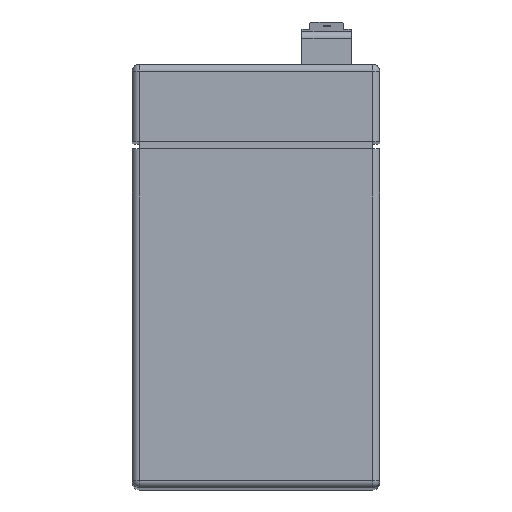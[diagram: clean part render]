
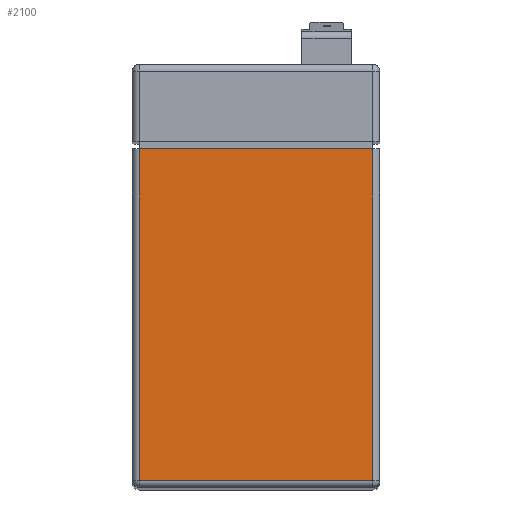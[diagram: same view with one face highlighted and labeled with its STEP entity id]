
A CAD part, top view. The second image highlights one B-rep face of the part: STEP entity #2100.
In plain terms, the highlighted planar face has unit normal (0, 0, 1).
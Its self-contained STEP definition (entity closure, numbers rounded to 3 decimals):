
#65 = DIRECTION ( 'NONE',  ( 0., 0., -1. ) ) ;
#74 = DIRECTION ( 'NONE',  ( 0., 1., 0. ) ) ;
#86 = CARTESIAN_POINT ( 'NONE',  ( 1., 60., 89. ) ) ;
#265 = VECTOR ( 'NONE', #941, 1000. ) ;
#287 = CARTESIAN_POINT ( 'NONE',  ( 0., 60., 89. ) ) ;
#295 = CARTESIAN_POINT ( 'NONE',  ( 1., 48., 89. ) ) ;
#470 = LINE ( 'NONE', #1897, #2165 ) ;
#537 = DIRECTION ( 'NONE',  ( -1., 0., 0. ) ) ;
#610 = CARTESIAN_POINT ( 'NONE',  ( 1., 1., 89. ) ) ;
#664 = CARTESIAN_POINT ( 'NONE',  ( 0., 1., 89. ) ) ;
#672 = ORIENTED_EDGE ( 'NONE', *, *, #1351, .T. ) ;
#744 = EDGE_LOOP ( 'NONE', ( #672, #1691, #1408, #1751 ) ) ;
#756 = VECTOR ( 'NONE', #2153, 1000. ) ;
#866 = VERTEX_POINT ( 'NONE', #1212 ) ;
#901 = EDGE_CURVE ( 'NONE', #2458, #1702, #986, .T. ) ;
#941 = DIRECTION ( 'NONE',  ( 1., 0., 0. ) ) ;
#986 = LINE ( 'NONE', #86, #756 ) ;
#1038 = CARTESIAN_POINT ( 'NONE',  ( 34., 48., 89. ) ) ;
#1181 = EDGE_CURVE ( 'NONE', #1702, #866, #2020, .T. ) ;
#1185 = LINE ( 'NONE', #1422, #2136 ) ;
#1212 = CARTESIAN_POINT ( 'NONE',  ( 34., 1., 89. ) ) ;
#1351 = EDGE_CURVE ( 'NONE', #1640, #2458, #1185, .T. ) ;
#1408 = ORIENTED_EDGE ( 'NONE', *, *, #1181, .T. ) ;
#1422 = CARTESIAN_POINT ( 'NONE',  ( 37.828, 48., 89. ) ) ;
#1600 = EDGE_CURVE ( 'NONE', #866, #1640, #470, .T. ) ;
#1640 = VERTEX_POINT ( 'NONE', #1038 ) ;
#1691 = ORIENTED_EDGE ( 'NONE', *, *, #901, .T. ) ;
#1702 = VERTEX_POINT ( 'NONE', #610 ) ;
#1751 = ORIENTED_EDGE ( 'NONE', *, *, #1600, .T. ) ;
#1897 = CARTESIAN_POINT ( 'NONE',  ( 34., 60., 89. ) ) ;
#2020 = LINE ( 'NONE', #664, #265 ) ;
#2100 = ADVANCED_FACE ( 'NONE', ( #2509 ), #2538, .F. ) ;
#2136 = VECTOR ( 'NONE', #2323, 1000. ) ;
#2153 = DIRECTION ( 'NONE',  ( 0., -1., 0. ) ) ;
#2165 = VECTOR ( 'NONE', #74, 1000. ) ;
#2323 = DIRECTION ( 'NONE',  ( -1., 0., 0. ) ) ;
#2457 = AXIS2_PLACEMENT_3D ( 'NONE', #287, #65, #537 ) ;
#2458 = VERTEX_POINT ( 'NONE', #295 ) ;
#2509 = FACE_OUTER_BOUND ( 'NONE', #744, .T. ) ;
#2538 = PLANE ( 'NONE',  #2457 ) ;
